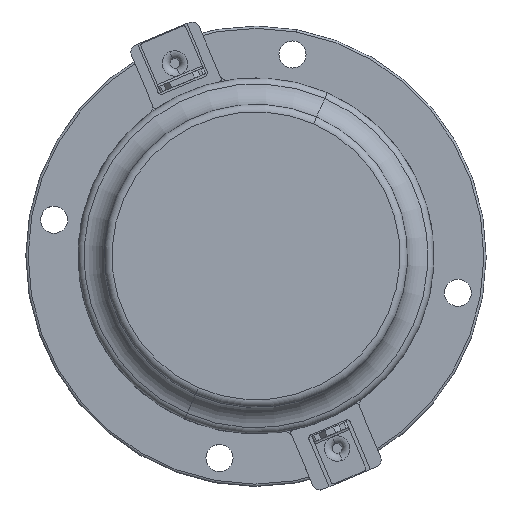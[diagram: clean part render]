
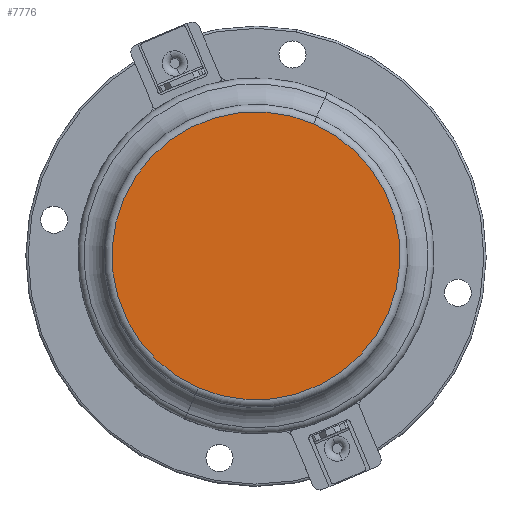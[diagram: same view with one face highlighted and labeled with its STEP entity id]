
A CAD part, top view. The second image highlights one B-rep face of the part: STEP entity #7776.
In plain terms, the highlighted planar face has unit normal (0, 0, 1).
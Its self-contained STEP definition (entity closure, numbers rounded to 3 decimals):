
#617 = EDGE_LOOP ( 'NONE', ( #3973, #2947 ) ) ;
#669 = CIRCLE ( 'NONE', #9108, 18.613 ) ;
#889 = CARTESIAN_POINT ( 'NONE',  ( 0., 0., 14.95 ) ) ;
#957 = DIRECTION ( 'NONE',  ( -0.4, -0.917, 0. ) ) ;
#1705 = PLANE ( 'NONE',  #3085 ) ;
#2947 = ORIENTED_EDGE ( 'NONE', *, *, #10009, .T. ) ;
#3085 = AXIS2_PLACEMENT_3D ( 'NONE', #13161, #6872, #13093 ) ;
#3257 = VERTEX_POINT ( 'NONE', #10101 ) ;
#3750 = FACE_OUTER_BOUND ( 'NONE', #617, .T. ) ;
#3763 = AXIS2_PLACEMENT_3D ( 'NONE', #889, #6254, #957 ) ;
#3973 = ORIENTED_EDGE ( 'NONE', *, *, #6594, .T. ) ;
#4903 = CARTESIAN_POINT ( 'NONE',  ( 0., 0., 14.95 ) ) ;
#6254 = DIRECTION ( 'NONE',  ( 0., 0., 1. ) ) ;
#6594 = EDGE_CURVE ( 'NONE', #3257, #9139, #669, .T. ) ;
#6872 = DIRECTION ( 'NONE',  ( 0., 0., 1. ) ) ;
#7141 = DIRECTION ( 'NONE',  ( -0.4, -0.917, 0. ) ) ;
#7776 = ADVANCED_FACE ( 'NONE', ( #3750 ), #1705, .T. ) ;
#9108 = AXIS2_PLACEMENT_3D ( 'NONE', #4903, #12070, #7141 ) ;
#9139 = VERTEX_POINT ( 'NONE', #10801 ) ;
#10009 = EDGE_CURVE ( 'NONE', #9139, #3257, #10899, .T. ) ;
#10101 = CARTESIAN_POINT ( 'NONE',  ( 7.441, 17.06, 14.95 ) ) ;
#10801 = CARTESIAN_POINT ( 'NONE',  ( -7.441, -17.06, 14.95 ) ) ;
#10899 = CIRCLE ( 'NONE', #3763, 18.613 ) ;
#12070 = DIRECTION ( 'NONE',  ( 0., 0., 1. ) ) ;
#13093 = DIRECTION ( 'NONE',  ( -0.4, -0.917, 0. ) ) ;
#13161 = CARTESIAN_POINT ( 'NONE',  ( 0., 0., 14.95 ) ) ;
